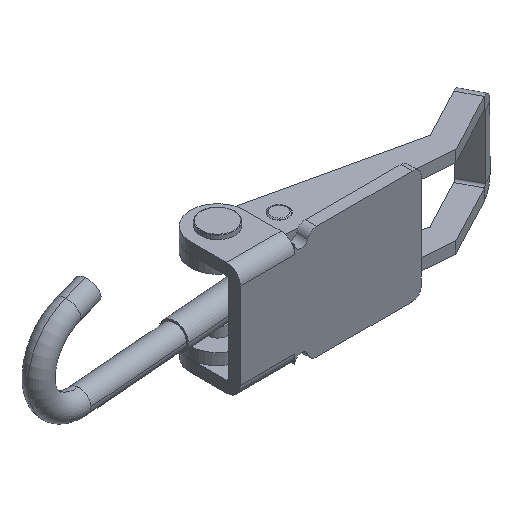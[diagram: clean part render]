
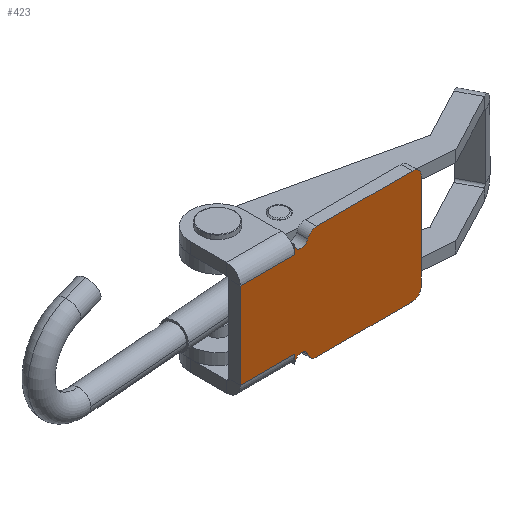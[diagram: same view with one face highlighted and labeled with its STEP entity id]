
A CAD part, isometric view. The second image highlights one B-rep face of the part: STEP entity #423.
In plain terms, the highlighted planar face has unit normal (0, -1, 0).
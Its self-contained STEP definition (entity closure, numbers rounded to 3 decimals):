
#30 = VERTEX_POINT ( 'NONE', #2443 ) ;
#82 = CARTESIAN_POINT ( 'NONE',  ( 14.937, -2.5, -23.571 ) ) ;
#86 = VERTEX_POINT ( 'NONE', #3378 ) ;
#89 = ORIENTED_EDGE ( 'NONE', *, *, #1345, .F. ) ;
#129 = CIRCLE ( 'NONE', #2132, 2. ) ;
#210 = DIRECTION ( 'NONE',  ( -1., 0., 0. ) ) ;
#230 = EDGE_CURVE ( 'NONE', #30, #818, #2275, .T. ) ;
#277 = CARTESIAN_POINT ( 'NONE',  ( 13.5, -2.5, -24. ) ) ;
#297 = DIRECTION ( 'NONE',  ( 0., 1., 0. ) ) ;
#303 = CARTESIAN_POINT ( 'NONE',  ( 38., -2.5, -2. ) ) ;
#332 = VERTEX_POINT ( 'NONE', #1042 ) ;
#335 = VERTEX_POINT ( 'NONE', #2570 ) ;
#383 = EDGE_CURVE ( 'NONE', #2316, #3137, #1989, .T. ) ;
#385 = EDGE_CURVE ( 'NONE', #332, #30, #878, .T. ) ;
#423 = ADVANCED_FACE ( 'NONE', ( #2040 ), #1894, .F. ) ;
#447 = EDGE_CURVE ( 'NONE', #634, #1675, #1690, .T. ) ;
#570 = CIRCLE ( 'NONE', #1649, 2. ) ;
#613 = AXIS2_PLACEMENT_3D ( 'NONE', #2649, #1071, #2448 ) ;
#618 = ORIENTED_EDGE ( 'NONE', *, *, #3218, .F. ) ;
#628 = CARTESIAN_POINT ( 'NONE',  ( 16.854, -2.5, 0. ) ) ;
#634 = VERTEX_POINT ( 'NONE', #82 ) ;
#743 = ORIENTED_EDGE ( 'NONE', *, *, #755, .F. ) ;
#752 = VERTEX_POINT ( 'NONE', #2353 ) ;
#755 = EDGE_CURVE ( 'NONE', #3242, #752, #129, .T. ) ;
#765 = DIRECTION ( 'NONE',  ( 0., 0., 1. ) ) ;
#814 = VERTEX_POINT ( 'NONE', #2613 ) ;
#818 = VERTEX_POINT ( 'NONE', #628 ) ;
#828 = DIRECTION ( 'NONE',  ( 0., 0., 1. ) ) ;
#849 = DIRECTION ( 'NONE',  ( 0., 1., 0. ) ) ;
#865 = LINE ( 'NONE', #2355, #1612 ) ;
#878 = CIRCLE ( 'NONE', #1970, 1.5 ) ;
#907 = AXIS2_PLACEMENT_3D ( 'NONE', #277, #2636, #765 ) ;
#911 = ORIENTED_EDGE ( 'NONE', *, *, #2278, .F. ) ;
#1028 = DIRECTION ( 'NONE',  ( 0., 0., 1. ) ) ;
#1042 = CARTESIAN_POINT ( 'NONE',  ( 12., -2.5, -1. ) ) ;
#1043 = DIRECTION ( 'NONE',  ( 0., 0., 1. ) ) ;
#1071 = DIRECTION ( 'NONE',  ( 0., -1., 0. ) ) ;
#1077 = CARTESIAN_POINT ( 'NONE',  ( 16.854, -2.5, -25. ) ) ;
#1108 = ORIENTED_EDGE ( 'NONE', *, *, #2404, .F. ) ;
#1191 = VECTOR ( 'NONE', #3625, 1000. ) ;
#1223 = CIRCLE ( 'NONE', #1758, 2. ) ;
#1227 = ORIENTED_EDGE ( 'NONE', *, *, #447, .F. ) ;
#1256 = CARTESIAN_POINT ( 'NONE',  ( 16.854, -2.5, -2. ) ) ;
#1287 = CARTESIAN_POINT ( 'NONE',  ( 12., -2.5, -3. ) ) ;
#1293 = ORIENTED_EDGE ( 'NONE', *, *, #2078, .F. ) ;
#1345 = EDGE_CURVE ( 'NONE', #3137, #1808, #2890, .T. ) ;
#1397 = VERTEX_POINT ( 'NONE', #1077 ) ;
#1441 = DIRECTION ( 'NONE',  ( 0., 0., 1. ) ) ;
#1447 = CARTESIAN_POINT ( 'NONE',  ( 0., -2.5, -3. ) ) ;
#1562 = EDGE_CURVE ( 'NONE', #752, #814, #865, .T. ) ;
#1564 = CARTESIAN_POINT ( 'NONE',  ( 0., -2.5, -3. ) ) ;
#1567 = ORIENTED_EDGE ( 'NONE', *, *, #2223, .F. ) ;
#1612 = VECTOR ( 'NONE', #2366, 1000. ) ;
#1649 = AXIS2_PLACEMENT_3D ( 'NONE', #3519, #849, #2589 ) ;
#1651 = LINE ( 'NONE', #3582, #2340 ) ;
#1667 = EDGE_LOOP ( 'NONE', ( #1293, #2183, #1108, #2600, #743, #3683, #2742, #2607, #911, #89, #2102, #1567, #618, #3566, #1227 ) ) ;
#1675 = VERTEX_POINT ( 'NONE', #3277 ) ;
#1679 = LINE ( 'NONE', #2856, #3413 ) ;
#1690 = CIRCLE ( 'NONE', #907, 1.5 ) ;
#1695 = AXIS2_PLACEMENT_3D ( 'NONE', #1768, #2994, #3649 ) ;
#1758 = AXIS2_PLACEMENT_3D ( 'NONE', #2347, #2329, #1441 ) ;
#1759 = LINE ( 'NONE', #3342, #1769 ) ;
#1768 = CARTESIAN_POINT ( 'NONE',  ( 16.854, -2.5, -23. ) ) ;
#1769 = VECTOR ( 'NONE', #3294, 1000. ) ;
#1808 = VERTEX_POINT ( 'NONE', #1287 ) ;
#1894 = PLANE ( 'NONE',  #1695 ) ;
#1970 = AXIS2_PLACEMENT_3D ( 'NONE', #2157, #2185, #2060 ) ;
#1987 = DIRECTION ( 'NONE',  ( 0., 1., 0. ) ) ;
#1989 = LINE ( 'NONE', #3103, #3654 ) ;
#1996 = DIRECTION ( 'NONE',  ( 0., 0., 1. ) ) ;
#2040 = FACE_OUTER_BOUND ( 'NONE', #1667, .T. ) ;
#2060 = DIRECTION ( 'NONE',  ( 0., 0., 1. ) ) ;
#2078 = EDGE_CURVE ( 'NONE', #1397, #634, #1223, .T. ) ;
#2102 = ORIENTED_EDGE ( 'NONE', *, *, #383, .F. ) ;
#2132 = AXIS2_PLACEMENT_3D ( 'NONE', #303, #297, #1028 ) ;
#2157 = CARTESIAN_POINT ( 'NONE',  ( 13.5, -2.5, -1. ) ) ;
#2183 = ORIENTED_EDGE ( 'NONE', *, *, #3082, .F. ) ;
#2185 = DIRECTION ( 'NONE',  ( 0., -1., 0. ) ) ;
#2193 = LINE ( 'NONE', #3112, #2935 ) ;
#2223 = EDGE_CURVE ( 'NONE', #86, #2316, #1679, .T. ) ;
#2275 = CIRCLE ( 'NONE', #3239, 2. ) ;
#2278 = EDGE_CURVE ( 'NONE', #1808, #332, #3372, .T. ) ;
#2316 = VERTEX_POINT ( 'NONE', #3540 ) ;
#2329 = DIRECTION ( 'NONE',  ( 0., 1., 0. ) ) ;
#2340 = VECTOR ( 'NONE', #210, 1000. ) ;
#2347 = CARTESIAN_POINT ( 'NONE',  ( 16.854, -2.5, -23. ) ) ;
#2353 = CARTESIAN_POINT ( 'NONE',  ( 40., -2.5, -2. ) ) ;
#2354 = CARTESIAN_POINT ( 'NONE',  ( 12., -2.5, -3. ) ) ;
#2355 = CARTESIAN_POINT ( 'NONE',  ( 40., -2.5, -2. ) ) ;
#2366 = DIRECTION ( 'NONE',  ( 0., 0., -1. ) ) ;
#2404 = EDGE_CURVE ( 'NONE', #814, #3155, #570, .T. ) ;
#2443 = CARTESIAN_POINT ( 'NONE',  ( 14.937, -2.5, -1.429 ) ) ;
#2448 = DIRECTION ( 'NONE',  ( 0., 0., 1. ) ) ;
#2512 = DIRECTION ( 'NONE',  ( 0., 0., 1. ) ) ;
#2567 = CIRCLE ( 'NONE', #613, 1.5 ) ;
#2570 = CARTESIAN_POINT ( 'NONE',  ( 12., -2.5, -24. ) ) ;
#2589 = DIRECTION ( 'NONE',  ( 0., 0., -1. ) ) ;
#2600 = ORIENTED_EDGE ( 'NONE', *, *, #1562, .F. ) ;
#2607 = ORIENTED_EDGE ( 'NONE', *, *, #385, .F. ) ;
#2613 = CARTESIAN_POINT ( 'NONE',  ( 40., -2.5, -23. ) ) ;
#2636 = DIRECTION ( 'NONE',  ( 0., -1., 0. ) ) ;
#2649 = CARTESIAN_POINT ( 'NONE',  ( 13.5, -2.5, -24. ) ) ;
#2672 = EDGE_CURVE ( 'NONE', #1675, #335, #2567, .T. ) ;
#2718 = DIRECTION ( 'NONE',  ( -1., 0., 0. ) ) ;
#2742 = ORIENTED_EDGE ( 'NONE', *, *, #230, .F. ) ;
#2856 = CARTESIAN_POINT ( 'NONE',  ( 0., -2.5, -22. ) ) ;
#2890 = LINE ( 'NONE', #1447, #1191 ) ;
#2935 = VECTOR ( 'NONE', #828, 1000. ) ;
#2994 = DIRECTION ( 'NONE',  ( 0., 1., 0. ) ) ;
#3009 = CARTESIAN_POINT ( 'NONE',  ( 38., -2.5, 0. ) ) ;
#3082 = EDGE_CURVE ( 'NONE', #3155, #1397, #1651, .T. ) ;
#3103 = CARTESIAN_POINT ( 'NONE',  ( 0., -2.5, -3. ) ) ;
#3112 = CARTESIAN_POINT ( 'NONE',  ( 12., -2.5, -22. ) ) ;
#3122 = VECTOR ( 'NONE', #2512, 1000. ) ;
#3137 = VERTEX_POINT ( 'NONE', #1564 ) ;
#3155 = VERTEX_POINT ( 'NONE', #3511 ) ;
#3218 = EDGE_CURVE ( 'NONE', #335, #86, #2193, .T. ) ;
#3239 = AXIS2_PLACEMENT_3D ( 'NONE', #1256, #1987, #1996 ) ;
#3242 = VERTEX_POINT ( 'NONE', #3009 ) ;
#3277 = CARTESIAN_POINT ( 'NONE',  ( 13.5, -2.5, -22.5 ) ) ;
#3294 = DIRECTION ( 'NONE',  ( 1., 0., 0. ) ) ;
#3342 = CARTESIAN_POINT ( 'NONE',  ( 16.854, -2.5, 0. ) ) ;
#3372 = LINE ( 'NONE', #2354, #3122 ) ;
#3378 = CARTESIAN_POINT ( 'NONE',  ( 12., -2.5, -22. ) ) ;
#3413 = VECTOR ( 'NONE', #2718, 1000. ) ;
#3446 = EDGE_CURVE ( 'NONE', #818, #3242, #1759, .T. ) ;
#3511 = CARTESIAN_POINT ( 'NONE',  ( 38., -2.5, -25. ) ) ;
#3519 = CARTESIAN_POINT ( 'NONE',  ( 38., -2.5, -23. ) ) ;
#3540 = CARTESIAN_POINT ( 'NONE',  ( 0., -2.5, -22. ) ) ;
#3566 = ORIENTED_EDGE ( 'NONE', *, *, #2672, .F. ) ;
#3582 = CARTESIAN_POINT ( 'NONE',  ( 16.854, -2.5, -25. ) ) ;
#3625 = DIRECTION ( 'NONE',  ( 1., 0., 0. ) ) ;
#3649 = DIRECTION ( 'NONE',  ( 0., 0., 1. ) ) ;
#3654 = VECTOR ( 'NONE', #1043, 1000. ) ;
#3683 = ORIENTED_EDGE ( 'NONE', *, *, #3446, .F. ) ;
